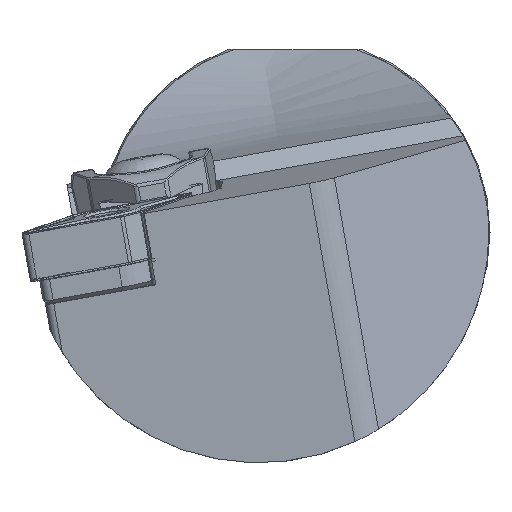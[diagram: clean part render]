
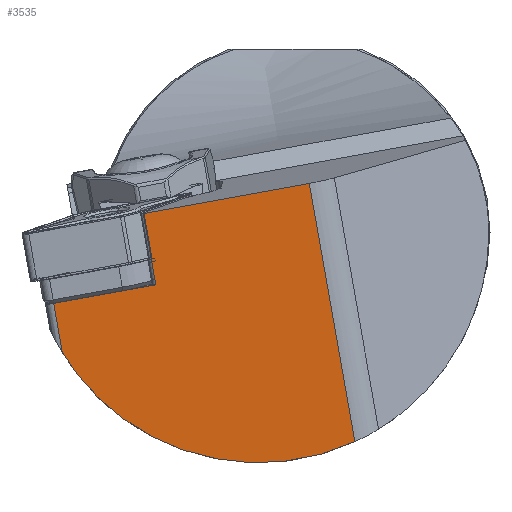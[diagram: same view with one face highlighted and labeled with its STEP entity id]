
A CAD part, left-side view. The second image highlights one B-rep face of the part: STEP entity #3535.
In plain terms, the highlighted planar face has unit normal (-0.993, -0.069, -0.094).
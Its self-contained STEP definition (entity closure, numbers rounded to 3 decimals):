
#55 = ORIENTED_EDGE ( 'NONE', *, *, #10663, .F. ) ;
#385 = CARTESIAN_POINT ( 'NONE',  ( -305.001, 113.628, 514.452 ) ) ;
#863 = DIRECTION ( 'NONE',  ( 0.105, -0.173, -0.979 ) ) ;
#971 = CARTESIAN_POINT ( 'NONE',  ( -246.593, 11.972, -29.026 ) ) ;
#987 = LINE ( 'NONE', #3602, #2779 ) ;
#1231 = DIRECTION ( 'NONE',  ( -0.105, 0.173, 0.979 ) ) ;
#1380 = DIRECTION ( 'NONE',  ( 0.993, 0.069, 0.094 ) ) ;
#1771 = DIRECTION ( 'NONE',  ( 0.052, -0.983, 0.179 ) ) ;
#1828 = VECTOR ( 'NONE', #1771, 1000. ) ;
#2201 = ORIENTED_EDGE ( 'NONE', *, *, #3826, .F. ) ;
#2429 = VERTEX_POINT ( 'NONE', #5724 ) ;
#2483 = VERTEX_POINT ( 'NONE', #3922 ) ;
#2779 = VECTOR ( 'NONE', #863, 1000. ) ;
#2801 = VECTOR ( 'NONE', #1231, 1000. ) ;
#3047 = VERTEX_POINT ( 'NONE', #9068 ) ;
#3261 = EDGE_LOOP ( 'NONE', ( #55, #11537, #12086, #5477, #5464, #2201 ) ) ;
#3268 = DIRECTION ( 'NONE',  ( 0.052, -0.983, 0.179 ) ) ;
#3273 = VERTEX_POINT ( 'NONE', #8322 ) ;
#3307 = LINE ( 'NONE', #7412, #1828 ) ;
#3352 = CARTESIAN_POINT ( 'NONE',  ( -249.102, 21.273, -9.314 ) ) ;
#3535 = ADVANCED_FACE ( 'NONE', ( #7217 ), #7067, .F. ) ;
#3602 = CARTESIAN_POINT ( 'NONE',  ( -303.198, 79.246, 520.707 ) ) ;
#3826 = EDGE_CURVE ( 'NONE', #4531, #3047, #10007, .T. ) ;
#3922 = CARTESIAN_POINT ( 'NONE',  ( -248.43, 20.162, -15.615 ) ) ;
#4244 = CARTESIAN_POINT ( 'NONE',  ( -252.764, 15.371, 33.812 ) ) ;
#4357 = LINE ( 'NONE', #3352, #9505 ) ;
#4531 = VERTEX_POINT ( 'NONE', #9199 ) ;
#5029 = AXIS2_PLACEMENT_3D ( 'NONE', #11714, #1380, #7969 ) ;
#5464 = ORIENTED_EDGE ( 'NONE', *, *, #10897, .F. ) ;
#5477 = ORIENTED_EDGE ( 'NONE', *, *, #9416, .F. ) ;
#5724 = CARTESIAN_POINT ( 'NONE',  ( -244.739, -17.337, -27.043 ) ) ;
#6605 = CARTESIAN_POINT ( 'NONE',  ( -245.113, -3.059, -33.607 ) ) ;
#6874 = EDGE_CURVE ( 'NONE', #3273, #2483, #9024, .T. ) ;
#7067 = PLANE ( 'NONE',  #5029 ) ;
#7217 = FACE_OUTER_BOUND ( 'NONE', #3261, .T. ) ;
#7412 = CARTESIAN_POINT ( 'NONE',  ( -248.432, -8.488, 5.531 ) ) ;
#7555 = CARTESIAN_POINT ( 'NONE',  ( -248.43, 20.162, -15.615 ) ) ;
#7969 = DIRECTION ( 'NONE',  ( 0., -0.805, 0.593 ) ) ;
#8322 = CARTESIAN_POINT ( 'NONE',  ( -249.102, 21.273, -9.314 ) ) ;
#8627 = CARTESIAN_POINT ( 'NONE',  ( -244.739, -17.337, -27.043 ) ) ;
#8697 = EDGE_CURVE ( 'NONE', #2429, #2483, #10950, .T. ) ;
#8743 = VECTOR ( 'NONE', #8887, 1000. ) ;
#8887 = DIRECTION ( 'NONE',  ( 0.105, -0.173, -0.979 ) ) ;
#9014 = CARTESIAN_POINT ( 'NONE',  ( -248.274, -11.497, 6.078 ) ) ;
#9024 = LINE ( 'NONE', #385, #8743 ) ;
#9068 = CARTESIAN_POINT ( 'NONE',  ( -249.391, 9.798, 2.204 ) ) ;
#9199 = CARTESIAN_POINT ( 'NONE',  ( -248.416, 8.186, -6.934 ) ) ;
#9416 = EDGE_CURVE ( 'NONE', #10651, #2429, #987, .T. ) ;
#9505 = VECTOR ( 'NONE', #3268, 1000. ) ;
#10007 = LINE ( 'NONE', #4244, #2801 ) ;
#10651 = VERTEX_POINT ( 'NONE', #9014 ) ;
#10663 = EDGE_CURVE ( 'NONE', #3273, #4531, #4357, .T. ) ;
#10897 = EDGE_CURVE ( 'NONE', #3047, #10651, #3307, .T. ) ;
#10950 =( BOUNDED_CURVE ( )  B_SPLINE_CURVE ( 3, ( #8627, #6605, #971, #7555 ),
 .UNSPECIFIED., .F., .F. ) 
 B_SPLINE_CURVE_WITH_KNOTS ( ( 4, 4 ),
 ( 3.346, 4.799 ),
 .UNSPECIFIED. ) 
 CURVE ( )  GEOMETRIC_REPRESENTATION_ITEM ( )  RATIONAL_B_SPLINE_CURVE ( ( 1., 0.832, 0.832, 1. ) ) 
 REPRESENTATION_ITEM ( '' )  );
#11537 = ORIENTED_EDGE ( 'NONE', *, *, #6874, .T. ) ;
#11714 = CARTESIAN_POINT ( 'NONE',  ( -305.001, 113.628, 514.452 ) ) ;
#12086 = ORIENTED_EDGE ( 'NONE', *, *, #8697, .F. ) ;
